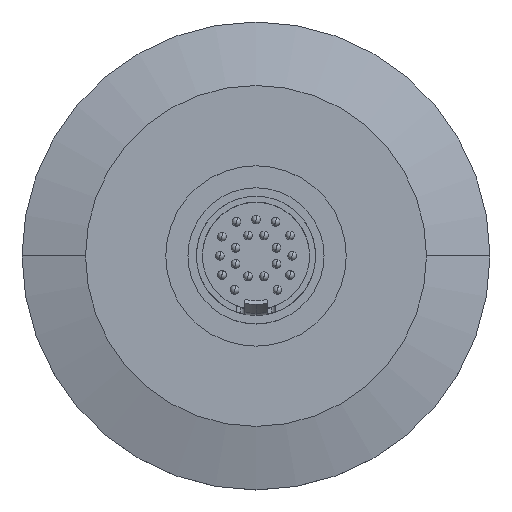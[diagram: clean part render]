
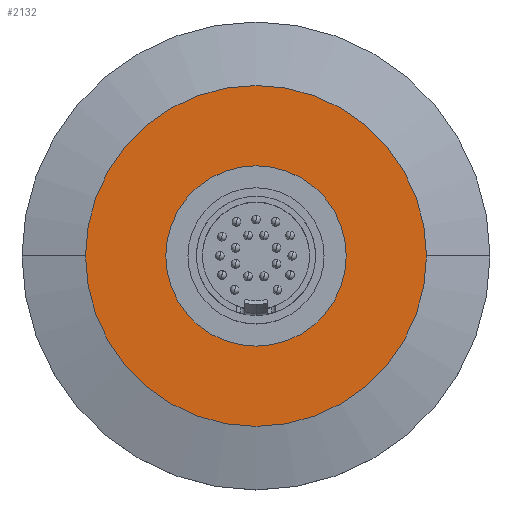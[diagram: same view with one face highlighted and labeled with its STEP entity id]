
A CAD part, top view. The second image highlights one B-rep face of the part: STEP entity #2132.
In plain terms, the highlighted face is planar.
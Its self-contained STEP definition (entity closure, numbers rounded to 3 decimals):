
#52 = CARTESIAN_POINT ( 'NONE',  ( 5., 0., 0. ) ) ;
#242 = CARTESIAN_POINT ( 'NONE',  ( 5., 0., 10.6 ) ) ;
#417 = DIRECTION ( 'NONE',  ( -1., 0., 0. ) ) ;
#476 = CARTESIAN_POINT ( 'NONE',  ( 5., 0., -10.6 ) ) ;
#547 = ORIENTED_EDGE ( 'NONE', *, *, #2474, .T. ) ;
#549 = EDGE_LOOP ( 'NONE', ( #2514, #3490 ) ) ;
#774 = DIRECTION ( 'NONE',  ( 1., 0., 0. ) ) ;
#1122 = ORIENTED_EDGE ( 'NONE', *, *, #2345, .T. ) ;
#1132 = CARTESIAN_POINT ( 'NONE',  ( 5., 0., 0. ) ) ;
#1134 = PLANE ( 'NONE',  #2637 ) ;
#1236 = CARTESIAN_POINT ( 'NONE',  ( 5., 0., 0. ) ) ;
#1513 = DIRECTION ( 'NONE',  ( 0., 0., -1. ) ) ;
#1594 = CARTESIAN_POINT ( 'NONE',  ( 5., 0., -20.036 ) ) ;
#1624 = DIRECTION ( 'NONE',  ( 0., 0., 1. ) ) ;
#1819 = CARTESIAN_POINT ( 'NONE',  ( 5., 0., 20.036 ) ) ;
#1885 = VERTEX_POINT ( 'NONE', #476 ) ;
#1902 = CARTESIAN_POINT ( 'NONE',  ( 5., 0., 0. ) ) ;
#1986 = CIRCLE ( 'NONE', #4238, 20.036 ) ;
#2132 = ADVANCED_FACE ( 'NONE', ( #2482, #4170 ), #1134, .T. ) ;
#2210 = CIRCLE ( 'NONE', #4288, 10.6 ) ;
#2256 = VERTEX_POINT ( 'NONE', #1819 ) ;
#2263 = DIRECTION ( 'NONE',  ( 0., 0., -1. ) ) ;
#2345 = EDGE_CURVE ( 'NONE', #3518, #2256, #3481, .T. ) ;
#2464 = EDGE_CURVE ( 'NONE', #3758, #1885, #2210, .T. ) ;
#2474 = EDGE_CURVE ( 'NONE', #2256, #3518, #1986, .T. ) ;
#2482 = FACE_BOUND ( 'NONE', #549, .T. ) ;
#2514 = ORIENTED_EDGE ( 'NONE', *, *, #2464, .T. ) ;
#2594 = CARTESIAN_POINT ( 'NONE',  ( 5., 0., 0. ) ) ;
#2637 = AXIS2_PLACEMENT_3D ( 'NONE', #52, #774, #3318 ) ;
#2796 = CIRCLE ( 'NONE', #2823, 10.6 ) ;
#2823 = AXIS2_PLACEMENT_3D ( 'NONE', #1236, #3747, #1624 ) ;
#2953 = DIRECTION ( 'NONE',  ( 0., 0., 1. ) ) ;
#3318 = DIRECTION ( 'NONE',  ( 0., 0., -1. ) ) ;
#3481 = CIRCLE ( 'NONE', #4411, 20.036 ) ;
#3490 = ORIENTED_EDGE ( 'NONE', *, *, #3557, .T. ) ;
#3518 = VERTEX_POINT ( 'NONE', #1594 ) ;
#3557 = EDGE_CURVE ( 'NONE', #1885, #3758, #2796, .T. ) ;
#3652 = DIRECTION ( 'NONE',  ( 1., 0., 0. ) ) ;
#3747 = DIRECTION ( 'NONE',  ( -1., 0., 0. ) ) ;
#3758 = VERTEX_POINT ( 'NONE', #242 ) ;
#3797 = EDGE_LOOP ( 'NONE', ( #547, #1122 ) ) ;
#4170 = FACE_OUTER_BOUND ( 'NONE', #3797, .T. ) ;
#4238 = AXIS2_PLACEMENT_3D ( 'NONE', #1902, #4283, #2263 ) ;
#4283 = DIRECTION ( 'NONE',  ( 1., 0., 0. ) ) ;
#4288 = AXIS2_PLACEMENT_3D ( 'NONE', #2594, #417, #2953 ) ;
#4411 = AXIS2_PLACEMENT_3D ( 'NONE', #1132, #3652, #1513 ) ;
